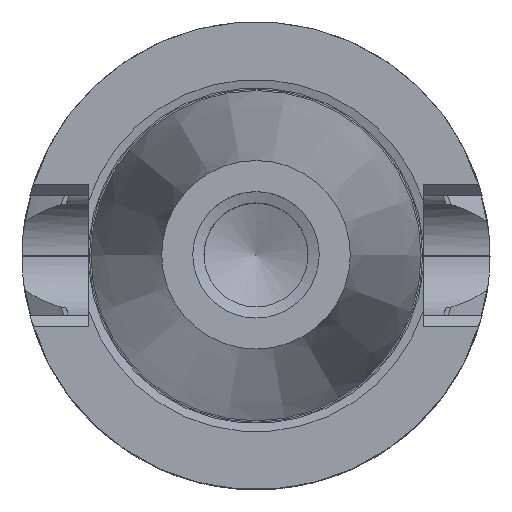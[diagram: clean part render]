
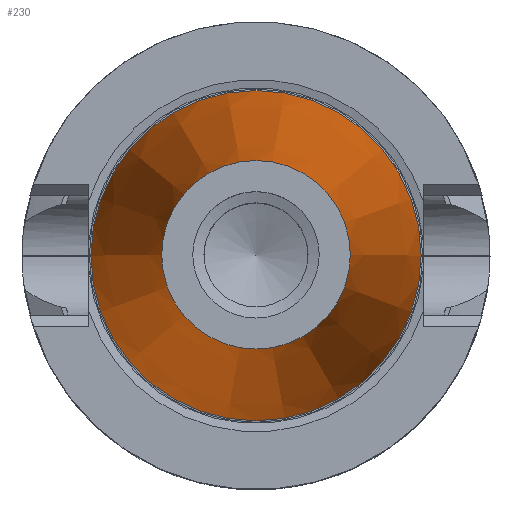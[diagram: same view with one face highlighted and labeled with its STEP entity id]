
A CAD part, top view. The second image highlights one B-rep face of the part: STEP entity #230.
In plain terms, the highlighted conical face has half-angle 8.298 degrees and reference radius 12.687 mm.
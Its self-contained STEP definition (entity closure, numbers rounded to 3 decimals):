
#214=CONICAL_SURFACE('',#929,12.687,8.298);
#230=ADVANCED_FACE('',(#304,#305),#214,.T.);
#304=FACE_BOUND('',#348,.T.);
#305=FACE_BOUND('',#349,.T.);
#348=EDGE_LOOP('',(#424));
#349=EDGE_LOOP('',(#425));
#424=ORIENTED_EDGE('',*,*,#741,.T.);
#425=ORIENTED_EDGE('',*,*,#739,.F.);
#653=VERTEX_POINT('',#1299);
#655=VERTEX_POINT('',#1305);
#739=EDGE_CURVE('',#653,#653,#856,.T.);
#741=EDGE_CURVE('',#655,#655,#858,.T.);
#856=CIRCLE('',#923,22.225);
#858=CIRCLE('',#927,12.687);
#923=AXIS2_PLACEMENT_3D('',#1298,#1039,#1040);
#927=AXIS2_PLACEMENT_3D('',#1304,#1047,#1048);
#929=AXIS2_PLACEMENT_3D('',#1307,#1051,#1052);
#1039=DIRECTION('',(0.,0.,-1.));
#1040=DIRECTION('',(-1.,0.,0.));
#1047=DIRECTION('',(0.,0.,-1.));
#1048=DIRECTION('',(-1.,0.,0.));
#1051=DIRECTION('',(0.,0.,-1.));
#1052=DIRECTION('',(-1.,0.,0.));
#1298=CARTESIAN_POINT('',(0.,0.,0.));
#1299=CARTESIAN_POINT('',(-22.225,0.,0.));
#1304=CARTESIAN_POINT('',(0.,0.,65.4));
#1305=CARTESIAN_POINT('',(-12.687,0.,65.4));
#1307=CARTESIAN_POINT('',(0.,0.,65.4));
